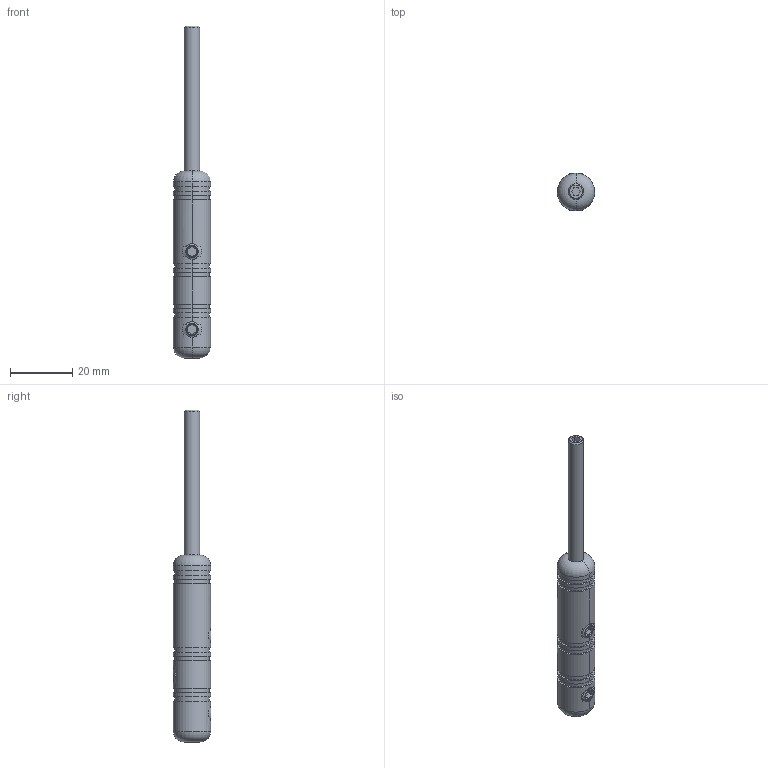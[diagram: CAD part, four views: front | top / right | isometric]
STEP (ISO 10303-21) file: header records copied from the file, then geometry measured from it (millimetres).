
FILE_DESCRIPTION (( 'STEP AP203' ), '1' );
FILE_NAME ('100014003.STEP', '2018-06-21T08:07:44', ( '' ), ( '' ), 'SwSTEP 2.0', 'SolidWorks 2015', '' );
FILE_SCHEMA (( 'CONFIG_CONTROL_DESIGN' ));
Length unit declared in the file: millimetre
Products named in the file (4): 10001X00X Teil 1_100014003 Teil1; DIN913_DIN913 M5x60; DIN914_DIN 914 M6x6; 100014003
Assembly tree (5 placements, depth 2):
  100014003
    10001X00X Teil 1_100014003 Teil1
    DIN914_DIN 914 M6x6  x3
    DIN913_DIN913 M5x60
Bounding box: 12 x 12 x 106.49 mm (x, y, z)
Volume: 7094 mm3; surface area: 4715.6 mm2
Topology: 5 solids, 5 shells, 440 faces, 1055 edges, 655 vertices
Faces by surface type: plane 165, bspline 107, cylinder 98, torus 34, cone 18, sphere 18
Entity records: 17337 total; most frequent: CARTESIAN_POINT 9431, ORIENTED_EDGE 1682, DIRECTION 1235, EDGE_CURVE 841, VERTEX_POINT 541, VECTOR 469, LINE 469, EDGE_LOOP 384
